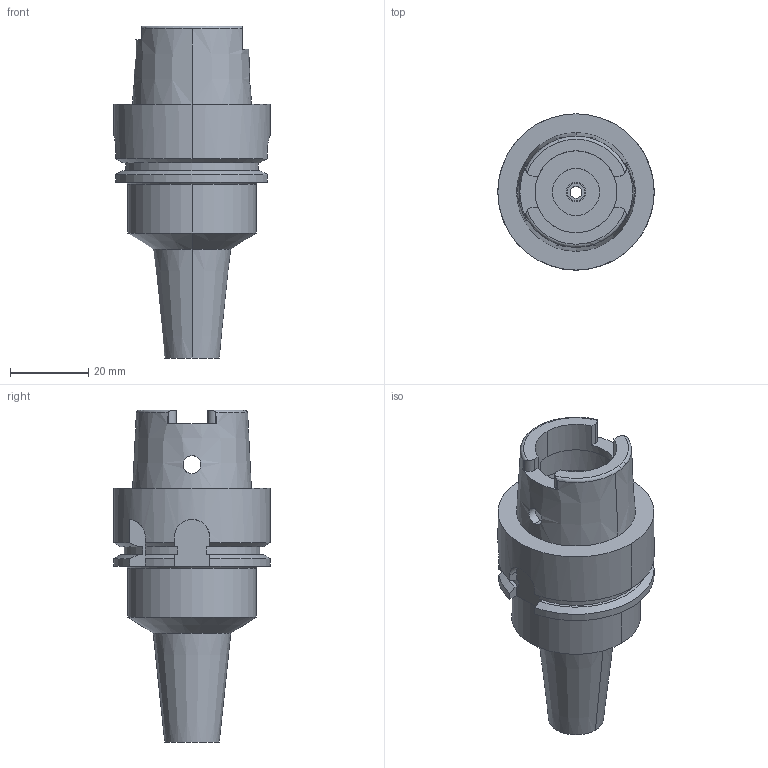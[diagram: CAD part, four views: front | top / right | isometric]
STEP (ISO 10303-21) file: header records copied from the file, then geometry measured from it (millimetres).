
FILE_DESCRIPTION((''),'2;1');
FILE_NAME('HSK-A40-HDC4S-65','2017-12-06T',('ykawabe'),(''),'CREO PARAMETRIC BY PTC INC, 2016380','CREO PARAMETRIC BY PTC INC, 2016380','');
FILE_SCHEMA(('AUTOMOTIVE_DESIGN { 1 0 10303 214 1 1 1 1 }'));
Length unit declared in the file: millimetre
Products named in the file (1): HSK-A40-HDC4S-65
Bounding box: 40 x 40 x 85 mm (x, y, z)
Volume: 43579.6 mm3; surface area: 12863.7 mm2
Topology: 1 solids, 1 shells, 99 faces, 280 edges, 185 vertices
Faces by surface type: plane 41, cylinder 38, cone 16, torus 4
Entity records: 4456 total; most frequent: CARTESIAN_POINT 859, DIRECTION 563, ORIENTED_EDGE 560, PRESENTATION_STYLE_ASSIGNMENT 285, STYLED_ITEM 285, CURVE_STYLE 284, EDGE_CURVE 280, AXIS2_PLACEMENT_3D 219
